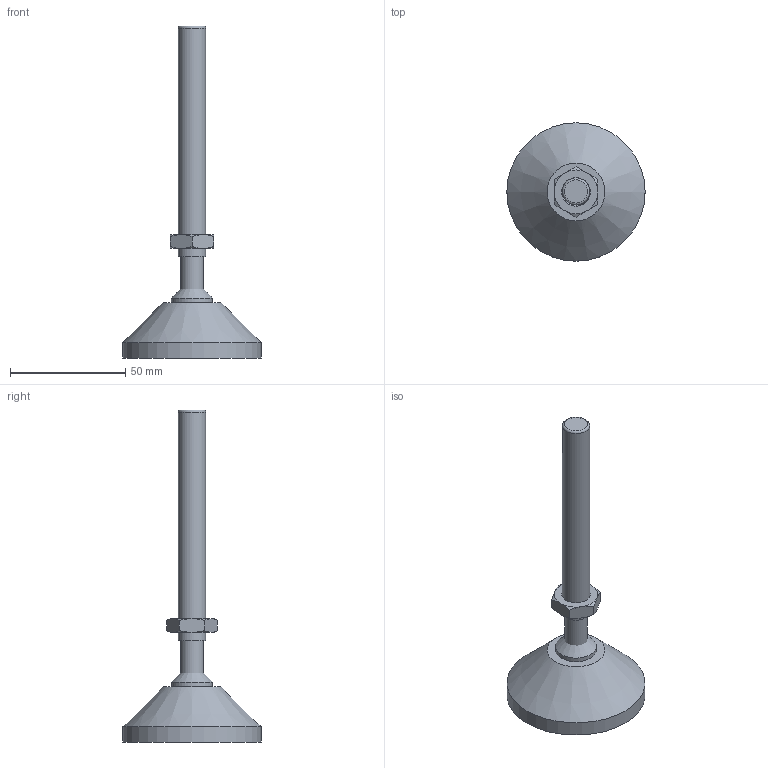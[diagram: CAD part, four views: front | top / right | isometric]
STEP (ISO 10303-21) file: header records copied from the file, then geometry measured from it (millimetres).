
FILE_DESCRIPTION(/* description */ (''),/* implementation_level */ '2;1');
FILE_NAME(/* name */ '30-M12D60-1.step',/* time_stamp */ '2022-07-06T13:16:56-04:00',/* author */ (''),/* organization */ (''),/* preprocessor_version */ 'ST-DEVELOPER v19',/* originating_system */ 'Autodesk Translation Framework v11.7.0.108',/* authorisation */ '');
FILE_SCHEMA (('AUTOMOTIVE_DESIGN { 1 0 10303 214 3 1 1 }'));
Length unit declared in the file: millimetre
Products named in the file (2): Working 7-6-22b; 90370A209_STEEL THIN HEX NUT
Assembly tree (1 placements, depth 2):
  Working 7-6-22b
    90370A209_STEEL THIN HEX NUT
Bounding box: 60 x 60 x 144 mm (x, y, z)
Volume: 59668.7 mm3; surface area: 14034.1 mm2
Topology: 3 solids, 3 shells, 42 faces, 88 edges, 54 vertices
Faces by surface type: cone 16, plane 14, cylinder 8, bspline 3, torus 1
Full cylindrical faces by diameter (mm): 10 x1, 11.834 x1, 12 x2, 17.788 x1, 60 x1
Entity records: 2093 total; most frequent: CARTESIAN_POINT 1214, ORIENTED_EDGE 176, DIRECTION 163, EDGE_CURVE 88, AXIS2_PLACEMENT_3D 73, VERTEX_POINT 54, EDGE_LOOP 46, FACE_OUTER_BOUND 42
